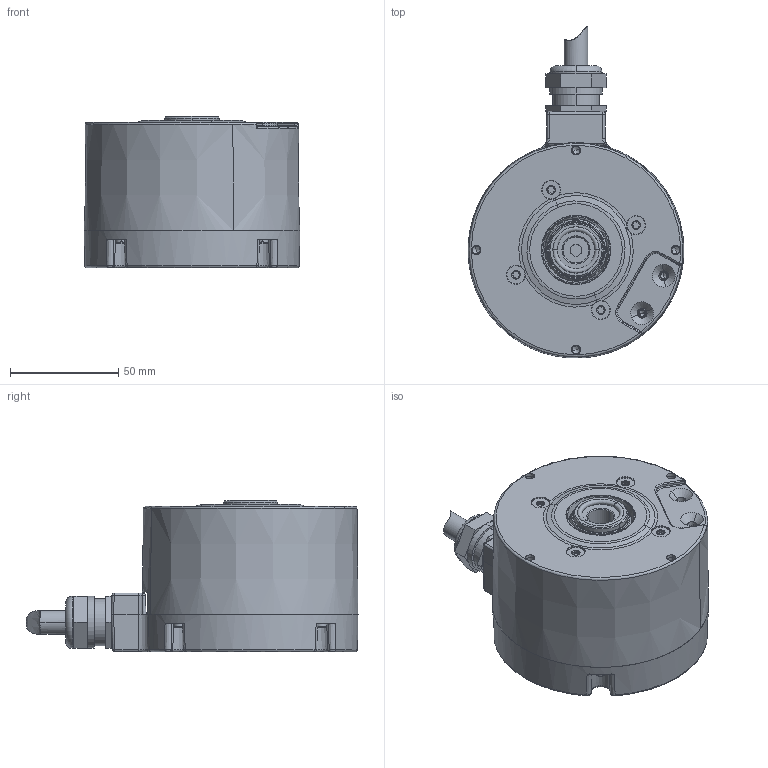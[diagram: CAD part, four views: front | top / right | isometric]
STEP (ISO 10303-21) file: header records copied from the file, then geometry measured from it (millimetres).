
FILE_DESCRIPTION((''),'2;1');
FILE_NAME('727636-011','2013-08-09T',('se2562'),(''),'PRO/ENGINEER BY PARAMETRIC TECHNOLOGY CORPORATION, 2011410','PRO/ENGINEER BY PARAMETRIC TECHNOLOGY CORPORATION, 2011410','');
FILE_SCHEMA(('CONFIG_CONTROL_DESIGN'));
Length unit declared in the file: millimetre
Products named in the file (1): 727636-011
Bounding box: 99.47 x 153.11 x 69.8 mm (x, y, z)
Volume: 271718 mm3; surface area: 104647.4 mm2
Topology: 11 solids, 17 shells, 1020 faces, 2498 edges, 1465 vertices
Faces by surface type: cylinder 246, cone 245, plane 215, torus 137, bspline 106, sphere 70, extrusion 1
Entity records: 53816 total; most frequent: CARTESIAN_POINT 31003, ORIENTED_EDGE 4800, DIRECTION 4782, EDGE_CURVE 2400, AXIS2_PLACEMENT_3D 2007, VERTEX_POINT 1465, CIRCLE 1094, EDGE_LOOP 1087
